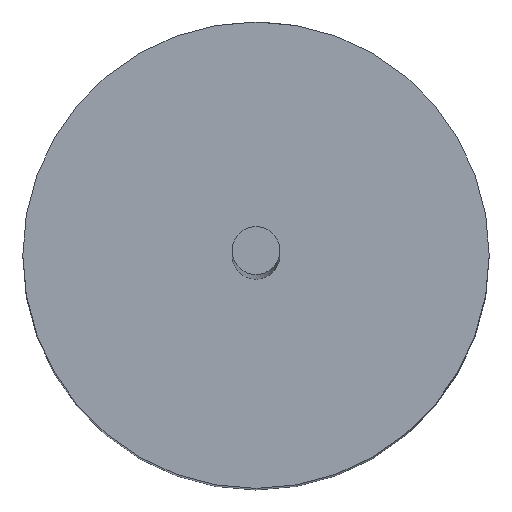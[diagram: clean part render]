
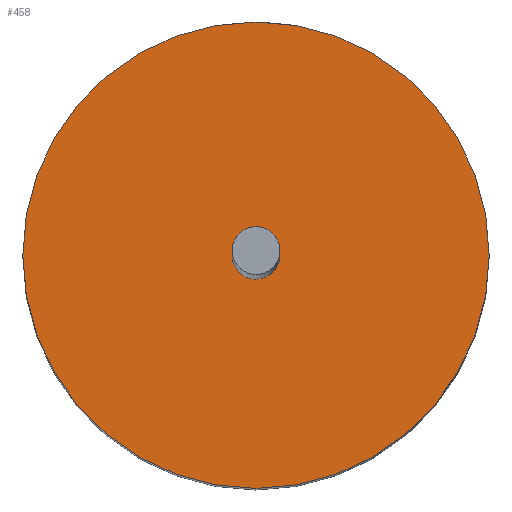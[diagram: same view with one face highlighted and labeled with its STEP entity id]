
A CAD part, top view. The second image highlights one B-rep face of the part: STEP entity #458.
In plain terms, the highlighted planar face has unit normal (0, 0, 1).
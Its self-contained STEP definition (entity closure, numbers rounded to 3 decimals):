
#164 = CIRCLE ( 'NONE', #2460, 0.345 ) ;
#332 = VERTEX_POINT ( 'NONE', #1880 ) ;
#404 = EDGE_CURVE ( 'NONE', #888, #1294, #1442, .T. ) ;
#439 = DIRECTION ( 'NONE',  ( 0., 0., 1. ) ) ;
#443 = CARTESIAN_POINT ( 'NONE',  ( 0., 0., 6.605 ) ) ;
#453 = CARTESIAN_POINT ( 'NONE',  ( 0., 0., 6.605 ) ) ;
#458 = ADVANCED_FACE ( 'NONE', ( #1398, #2604 ), #3136, .T. ) ;
#619 = AXIS2_PLACEMENT_3D ( 'NONE', #2935, #2692, #1242 ) ;
#640 = AXIS2_PLACEMENT_3D ( 'NONE', #443, #2407, #959 ) ;
#888 = VERTEX_POINT ( 'NONE', #1383 ) ;
#953 = EDGE_CURVE ( 'NONE', #332, #2052, #2225, .T. ) ;
#959 = DIRECTION ( 'NONE',  ( 1., 0., 0. ) ) ;
#1242 = DIRECTION ( 'NONE',  ( 1., 0., 0. ) ) ;
#1264 = ORIENTED_EDGE ( 'NONE', *, *, #953, .F. ) ;
#1294 = VERTEX_POINT ( 'NONE', #2796 ) ;
#1383 = CARTESIAN_POINT ( 'NONE',  ( -3.365, 0., 6.605 ) ) ;
#1398 = FACE_BOUND ( 'NONE', #1593, .T. ) ;
#1442 = CIRCLE ( 'NONE', #640, 3.365 ) ;
#1457 = EDGE_CURVE ( 'NONE', #2052, #332, #164, .T. ) ;
#1492 = CIRCLE ( 'NONE', #2690, 3.365 ) ;
#1593 = EDGE_LOOP ( 'NONE', ( #1264, #2501 ) ) ;
#1708 = DIRECTION ( 'NONE',  ( 1., 0., 0. ) ) ;
#1880 = CARTESIAN_POINT ( 'NONE',  ( -0.345, 0., 6.605 ) ) ;
#1890 = EDGE_CURVE ( 'NONE', #1294, #888, #1492, .T. ) ;
#1904 = CARTESIAN_POINT ( 'NONE',  ( 0., 0., 6.605 ) ) ;
#2052 = VERTEX_POINT ( 'NONE', #2918 ) ;
#2146 = DIRECTION ( 'NONE',  ( 1., 0., 0. ) ) ;
#2151 = EDGE_LOOP ( 'NONE', ( #2643, #2221 ) ) ;
#2187 = CARTESIAN_POINT ( 'NONE',  ( 0., 0., 6.605 ) ) ;
#2221 = ORIENTED_EDGE ( 'NONE', *, *, #404, .T. ) ;
#2225 = CIRCLE ( 'NONE', #2254, 0.345 ) ;
#2254 = AXIS2_PLACEMENT_3D ( 'NONE', #453, #3154, #1708 ) ;
#2403 = DIRECTION ( 'NONE',  ( 0., 0., 1. ) ) ;
#2407 = DIRECTION ( 'NONE',  ( 0., 0., 1. ) ) ;
#2460 = AXIS2_PLACEMENT_3D ( 'NONE', #2187, #2403, #2842 ) ;
#2501 = ORIENTED_EDGE ( 'NONE', *, *, #1457, .F. ) ;
#2604 = FACE_OUTER_BOUND ( 'NONE', #2151, .T. ) ;
#2643 = ORIENTED_EDGE ( 'NONE', *, *, #1890, .T. ) ;
#2690 = AXIS2_PLACEMENT_3D ( 'NONE', #1904, #439, #2146 ) ;
#2692 = DIRECTION ( 'NONE',  ( 0., 0., 1. ) ) ;
#2796 = CARTESIAN_POINT ( 'NONE',  ( 3.365, 0., 6.605 ) ) ;
#2842 = DIRECTION ( 'NONE',  ( 1., 0., 0. ) ) ;
#2918 = CARTESIAN_POINT ( 'NONE',  ( 0.345, 0., 6.605 ) ) ;
#2935 = CARTESIAN_POINT ( 'NONE',  ( 0., 0., 6.605 ) ) ;
#3136 = PLANE ( 'NONE',  #619 ) ;
#3154 = DIRECTION ( 'NONE',  ( 0., 0., 1. ) ) ;
